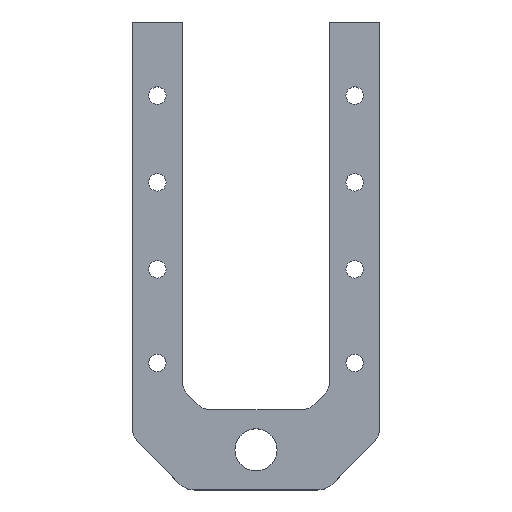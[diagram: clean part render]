
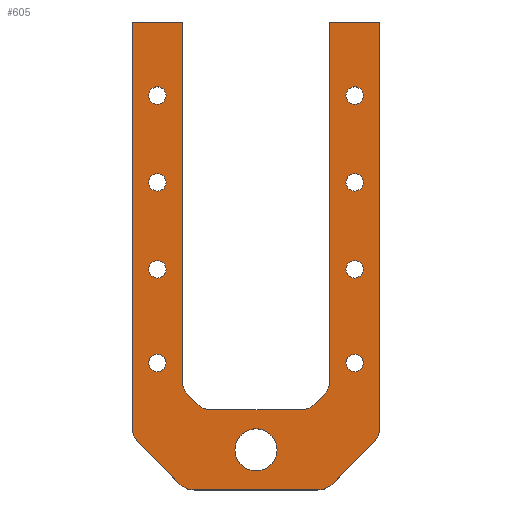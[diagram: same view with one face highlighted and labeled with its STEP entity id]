
A CAD part, top view. The second image highlights one B-rep face of the part: STEP entity #605.
In plain terms, the highlighted planar face has unit normal (0, 0, 1).
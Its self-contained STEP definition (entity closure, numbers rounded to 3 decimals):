
#17=LINE('',#903,#61);
#20=LINE('',#909,#64);
#24=LINE('',#921,#68);
#28=LINE('',#933,#72);
#32=LINE('',#945,#76);
#36=LINE('',#957,#80);
#39=LINE('',#963,#83);
#42=LINE('',#969,#86);
#46=LINE('',#981,#90);
#50=LINE('',#993,#94);
#54=LINE('',#1005,#98);
#58=LINE('',#1015,#102);
#61=VECTOR('',#734,7.5);
#64=VECTOR('',#739,53.757);
#68=VECTOR('',#751,1.757);
#72=VECTOR('',#763,13.515);
#76=VECTOR('',#775,1.757);
#80=VECTOR('',#787,53.757);
#83=VECTOR('',#792,7.5);
#86=VECTOR('',#797,60.757);
#90=VECTOR('',#809,8.828);
#94=VECTOR('',#821,18.515);
#98=VECTOR('',#833,8.828);
#102=VECTOR('',#845,60.757);
#115=PLANE('',#672);
#126=FACE_BOUND('',#214,.T.);
#127=FACE_BOUND('',#215,.T.);
#128=FACE_BOUND('',#216,.T.);
#129=FACE_BOUND('',#217,.T.);
#130=FACE_BOUND('',#218,.T.);
#131=FACE_BOUND('',#219,.T.);
#132=FACE_BOUND('',#220,.T.);
#133=FACE_BOUND('',#221,.T.);
#134=FACE_BOUND('',#222,.T.);
#173=FACE_OUTER_BOUND('',#213,.T.);
#213=EDGE_LOOP('',(#501,#502,#503,#504,#505,#506,#507,#508,#509,#510,#511,
#512,#513,#514,#515,#516,#517,#518,#519,#520));
#214=EDGE_LOOP('',(#521));
#215=EDGE_LOOP('',(#522));
#216=EDGE_LOOP('',(#523));
#217=EDGE_LOOP('',(#524));
#218=EDGE_LOOP('',(#525));
#219=EDGE_LOOP('',(#526));
#220=EDGE_LOOP('',(#527));
#221=EDGE_LOOP('',(#528));
#222=EDGE_LOOP('',(#529));
#233=CIRCLE('',#610,3.15);
#235=CIRCLE('',#613,1.3);
#237=CIRCLE('',#616,1.3);
#239=CIRCLE('',#619,1.3);
#241=CIRCLE('',#622,1.3);
#243=CIRCLE('',#625,1.3);
#245=CIRCLE('',#628,1.3);
#247=CIRCLE('',#631,1.3);
#249=CIRCLE('',#634,1.3);
#252=CIRCLE('',#640,3.);
#254=CIRCLE('',#644,3.);
#256=CIRCLE('',#648,3.);
#258=CIRCLE('',#652,3.);
#260=CIRCLE('',#658,3.);
#262=CIRCLE('',#662,3.);
#264=CIRCLE('',#666,3.);
#266=CIRCLE('',#670,3.);
#267=VERTEX_POINT('',#852);
#269=VERTEX_POINT('',#857);
#271=VERTEX_POINT('',#862);
#273=VERTEX_POINT('',#867);
#275=VERTEX_POINT('',#872);
#277=VERTEX_POINT('',#877);
#279=VERTEX_POINT('',#882);
#281=VERTEX_POINT('',#887);
#283=VERTEX_POINT('',#892);
#287=VERTEX_POINT('',#900);
#288=VERTEX_POINT('',#902);
#290=VERTEX_POINT('',#908);
#292=VERTEX_POINT('',#914);
#294=VERTEX_POINT('',#920);
#296=VERTEX_POINT('',#926);
#298=VERTEX_POINT('',#932);
#300=VERTEX_POINT('',#938);
#302=VERTEX_POINT('',#944);
#304=VERTEX_POINT('',#950);
#306=VERTEX_POINT('',#956);
#308=VERTEX_POINT('',#962);
#310=VERTEX_POINT('',#968);
#312=VERTEX_POINT('',#974);
#314=VERTEX_POINT('',#980);
#316=VERTEX_POINT('',#986);
#318=VERTEX_POINT('',#992);
#320=VERTEX_POINT('',#998);
#322=VERTEX_POINT('',#1004);
#324=VERTEX_POINT('',#1010);
#325=EDGE_CURVE('',#267,#267,#233,.T.);
#327=EDGE_CURVE('',#269,#269,#235,.T.);
#329=EDGE_CURVE('',#271,#271,#237,.T.);
#331=EDGE_CURVE('',#273,#273,#239,.T.);
#333=EDGE_CURVE('',#275,#275,#241,.T.);
#335=EDGE_CURVE('',#277,#277,#243,.T.);
#337=EDGE_CURVE('',#279,#279,#245,.T.);
#339=EDGE_CURVE('',#281,#281,#247,.T.);
#341=EDGE_CURVE('',#283,#283,#249,.T.);
#345=EDGE_CURVE('',#288,#287,#17,.T.);
#348=EDGE_CURVE('',#290,#288,#20,.T.);
#351=EDGE_CURVE('',#292,#290,#252,.T.);
#354=EDGE_CURVE('',#294,#292,#24,.T.);
#357=EDGE_CURVE('',#296,#294,#254,.T.);
#360=EDGE_CURVE('',#298,#296,#28,.T.);
#363=EDGE_CURVE('',#300,#298,#256,.T.);
#366=EDGE_CURVE('',#302,#300,#32,.T.);
#369=EDGE_CURVE('',#304,#302,#258,.T.);
#372=EDGE_CURVE('',#306,#304,#36,.T.);
#375=EDGE_CURVE('',#308,#306,#39,.T.);
#378=EDGE_CURVE('',#310,#308,#42,.T.);
#381=EDGE_CURVE('',#312,#310,#260,.T.);
#384=EDGE_CURVE('',#314,#312,#46,.T.);
#387=EDGE_CURVE('',#316,#314,#262,.T.);
#390=EDGE_CURVE('',#318,#316,#50,.T.);
#393=EDGE_CURVE('',#320,#318,#264,.T.);
#396=EDGE_CURVE('',#322,#320,#54,.T.);
#399=EDGE_CURVE('',#324,#322,#266,.T.);
#402=EDGE_CURVE('',#287,#324,#58,.T.);
#501=ORIENTED_EDGE('',*,*,#402,.T.);
#502=ORIENTED_EDGE('',*,*,#399,.T.);
#503=ORIENTED_EDGE('',*,*,#396,.T.);
#504=ORIENTED_EDGE('',*,*,#393,.T.);
#505=ORIENTED_EDGE('',*,*,#390,.T.);
#506=ORIENTED_EDGE('',*,*,#387,.T.);
#507=ORIENTED_EDGE('',*,*,#384,.T.);
#508=ORIENTED_EDGE('',*,*,#381,.T.);
#509=ORIENTED_EDGE('',*,*,#378,.T.);
#510=ORIENTED_EDGE('',*,*,#375,.T.);
#511=ORIENTED_EDGE('',*,*,#372,.T.);
#512=ORIENTED_EDGE('',*,*,#369,.T.);
#513=ORIENTED_EDGE('',*,*,#366,.T.);
#514=ORIENTED_EDGE('',*,*,#363,.T.);
#515=ORIENTED_EDGE('',*,*,#360,.T.);
#516=ORIENTED_EDGE('',*,*,#357,.T.);
#517=ORIENTED_EDGE('',*,*,#354,.T.);
#518=ORIENTED_EDGE('',*,*,#351,.T.);
#519=ORIENTED_EDGE('',*,*,#348,.T.);
#520=ORIENTED_EDGE('',*,*,#345,.T.);
#521=ORIENTED_EDGE('',*,*,#325,.T.);
#522=ORIENTED_EDGE('',*,*,#327,.T.);
#523=ORIENTED_EDGE('',*,*,#329,.T.);
#524=ORIENTED_EDGE('',*,*,#331,.T.);
#525=ORIENTED_EDGE('',*,*,#333,.T.);
#526=ORIENTED_EDGE('',*,*,#335,.T.);
#527=ORIENTED_EDGE('',*,*,#337,.T.);
#528=ORIENTED_EDGE('',*,*,#339,.T.);
#529=ORIENTED_EDGE('',*,*,#341,.T.);
#605=ADVANCED_FACE('',(#173,#126,#127,#128,#129,#130,#131,#132,#133,#134),
#115,.T.);
#610=AXIS2_PLACEMENT_3D('',#853,#678,#679);
#613=AXIS2_PLACEMENT_3D('',#858,#684,#685);
#616=AXIS2_PLACEMENT_3D('',#863,#690,#691);
#619=AXIS2_PLACEMENT_3D('',#868,#696,#697);
#622=AXIS2_PLACEMENT_3D('',#873,#702,#703);
#625=AXIS2_PLACEMENT_3D('',#878,#708,#709);
#628=AXIS2_PLACEMENT_3D('',#883,#714,#715);
#631=AXIS2_PLACEMENT_3D('',#888,#720,#721);
#634=AXIS2_PLACEMENT_3D('',#893,#726,#727);
#640=AXIS2_PLACEMENT_3D('',#915,#745,#746);
#644=AXIS2_PLACEMENT_3D('',#927,#757,#758);
#648=AXIS2_PLACEMENT_3D('',#939,#769,#770);
#652=AXIS2_PLACEMENT_3D('',#951,#781,#782);
#658=AXIS2_PLACEMENT_3D('',#975,#803,#804);
#662=AXIS2_PLACEMENT_3D('',#987,#815,#816);
#666=AXIS2_PLACEMENT_3D('',#999,#827,#828);
#670=AXIS2_PLACEMENT_3D('',#1011,#839,#840);
#672=AXIS2_PLACEMENT_3D('',#1016,#846,#847);
#678=DIRECTION('center_axis',(0.,0.,-1.));
#679=DIRECTION('ref_axis',(-1.,0.,0.));
#684=DIRECTION('center_axis',(0.,0.,-1.));
#685=DIRECTION('ref_axis',(-1.,0.,0.));
#690=DIRECTION('center_axis',(0.,0.,-1.));
#691=DIRECTION('ref_axis',(-1.,0.,0.));
#696=DIRECTION('center_axis',(0.,0.,-1.));
#697=DIRECTION('ref_axis',(-1.,0.,0.));
#702=DIRECTION('center_axis',(0.,0.,-1.));
#703=DIRECTION('ref_axis',(-1.,0.,0.));
#708=DIRECTION('center_axis',(0.,0.,-1.));
#709=DIRECTION('ref_axis',(-1.,0.,0.));
#714=DIRECTION('center_axis',(0.,0.,-1.));
#715=DIRECTION('ref_axis',(-1.,0.,0.));
#720=DIRECTION('center_axis',(0.,0.,-1.));
#721=DIRECTION('ref_axis',(-1.,0.,0.));
#726=DIRECTION('center_axis',(0.,0.,-1.));
#727=DIRECTION('ref_axis',(-1.,0.,0.));
#734=DIRECTION('',(-1.,0.,0.));
#739=DIRECTION('',(0.,1.,0.));
#745=DIRECTION('center_axis',(0.,0.,-1.));
#746=DIRECTION('ref_axis',(1.,0.,0.));
#751=DIRECTION('',(-0.707,0.707,0.));
#757=DIRECTION('center_axis',(0.,0.,-1.));
#758=DIRECTION('ref_axis',(0.707,0.707,0.));
#763=DIRECTION('',(-1.,0.,0.));
#769=DIRECTION('center_axis',(0.,0.,-1.));
#770=DIRECTION('ref_axis',(0.,1.,0.));
#775=DIRECTION('',(-0.707,-0.707,0.));
#781=DIRECTION('center_axis',(0.,0.,-1.));
#782=DIRECTION('ref_axis',(-0.707,0.707,0.));
#787=DIRECTION('',(0.,-1.,0.));
#792=DIRECTION('',(-1.,0.,0.));
#797=DIRECTION('',(0.,1.,0.));
#803=DIRECTION('center_axis',(0.,0.,1.));
#804=DIRECTION('ref_axis',(0.707,-0.707,0.));
#809=DIRECTION('',(0.707,0.707,0.));
#815=DIRECTION('center_axis',(0.,0.,1.));
#816=DIRECTION('ref_axis',(0.,-1.,0.));
#821=DIRECTION('',(1.,0.,0.));
#827=DIRECTION('center_axis',(0.,0.,1.));
#828=DIRECTION('ref_axis',(-0.707,-0.707,0.));
#833=DIRECTION('',(0.707,-0.707,0.));
#839=DIRECTION('center_axis',(0.,0.,1.));
#840=DIRECTION('ref_axis',(-1.,0.,0.));
#845=DIRECTION('',(0.,-1.,0.));
#846=DIRECTION('center_axis',(0.,0.,1.));
#847=DIRECTION('ref_axis',(1.,0.,0.));
#852=CARTESIAN_POINT('',(3.15,-10.,4.));
#853=CARTESIAN_POINT('Origin',(0.,-10.,4.));
#857=CARTESIAN_POINT('',(16.05,3.,4.));
#858=CARTESIAN_POINT('Origin',(14.75,3.,4.));
#862=CARTESIAN_POINT('',(16.05,17.,4.));
#863=CARTESIAN_POINT('Origin',(14.75,17.,4.));
#867=CARTESIAN_POINT('',(16.05,30.,4.));
#868=CARTESIAN_POINT('Origin',(14.75,30.,4.));
#872=CARTESIAN_POINT('',(16.05,43.,4.));
#873=CARTESIAN_POINT('Origin',(14.75,43.,4.));
#877=CARTESIAN_POINT('',(-13.45,3.,4.));
#878=CARTESIAN_POINT('Origin',(-14.75,3.,4.));
#882=CARTESIAN_POINT('',(-13.45,17.,4.));
#883=CARTESIAN_POINT('Origin',(-14.75,17.,4.));
#887=CARTESIAN_POINT('',(-13.45,30.,4.));
#888=CARTESIAN_POINT('Origin',(-14.75,30.,4.));
#892=CARTESIAN_POINT('',(-13.45,43.,4.));
#893=CARTESIAN_POINT('Origin',(-14.75,43.,4.));
#900=CARTESIAN_POINT('',(-18.5,54.,4.));
#902=CARTESIAN_POINT('',(-11.,54.,4.));
#903=CARTESIAN_POINT('',(-11.,54.,4.));
#908=CARTESIAN_POINT('',(-11.,0.243,4.));
#909=CARTESIAN_POINT('',(-11.,0.243,4.));
#914=CARTESIAN_POINT('',(-10.121,-1.879,4.));
#915=CARTESIAN_POINT('Origin',(-8.,0.243,4.));
#920=CARTESIAN_POINT('',(-8.879,-3.121,4.));
#921=CARTESIAN_POINT('',(-8.879,-3.121,4.));
#926=CARTESIAN_POINT('',(-6.757,-4.,4.));
#927=CARTESIAN_POINT('Origin',(-6.757,-1.,4.));
#932=CARTESIAN_POINT('',(6.757,-4.,4.));
#933=CARTESIAN_POINT('',(6.757,-4.,4.));
#938=CARTESIAN_POINT('',(8.879,-3.121,4.));
#939=CARTESIAN_POINT('Origin',(6.757,-1.,4.));
#944=CARTESIAN_POINT('',(10.121,-1.879,4.));
#945=CARTESIAN_POINT('',(10.121,-1.879,4.));
#950=CARTESIAN_POINT('',(11.,0.243,4.));
#951=CARTESIAN_POINT('Origin',(8.,0.243,4.));
#956=CARTESIAN_POINT('',(11.,54.,4.));
#957=CARTESIAN_POINT('',(11.,54.,4.));
#962=CARTESIAN_POINT('',(18.5,54.,4.));
#963=CARTESIAN_POINT('',(18.5,54.,4.));
#968=CARTESIAN_POINT('',(18.5,-6.757,4.));
#969=CARTESIAN_POINT('',(18.5,-6.757,4.));
#974=CARTESIAN_POINT('',(17.621,-8.879,4.));
#975=CARTESIAN_POINT('Origin',(15.5,-6.757,4.));
#980=CARTESIAN_POINT('',(11.379,-15.121,4.));
#981=CARTESIAN_POINT('',(11.379,-15.121,4.));
#986=CARTESIAN_POINT('',(9.257,-16.,4.));
#987=CARTESIAN_POINT('Origin',(9.257,-13.,4.));
#992=CARTESIAN_POINT('',(-9.257,-16.,4.));
#993=CARTESIAN_POINT('',(-9.257,-16.,4.));
#998=CARTESIAN_POINT('',(-11.379,-15.121,4.));
#999=CARTESIAN_POINT('Origin',(-9.257,-13.,4.));
#1004=CARTESIAN_POINT('',(-17.621,-8.879,4.));
#1005=CARTESIAN_POINT('',(-17.621,-8.879,4.));
#1010=CARTESIAN_POINT('',(-18.5,-6.757,4.));
#1011=CARTESIAN_POINT('Origin',(-15.5,-6.757,4.));
#1015=CARTESIAN_POINT('',(-18.5,54.,4.));
#1016=CARTESIAN_POINT('Origin',(0.,19.032,
4.));
